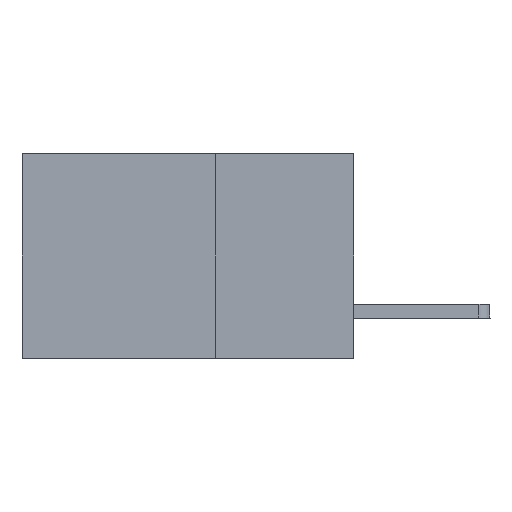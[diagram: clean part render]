
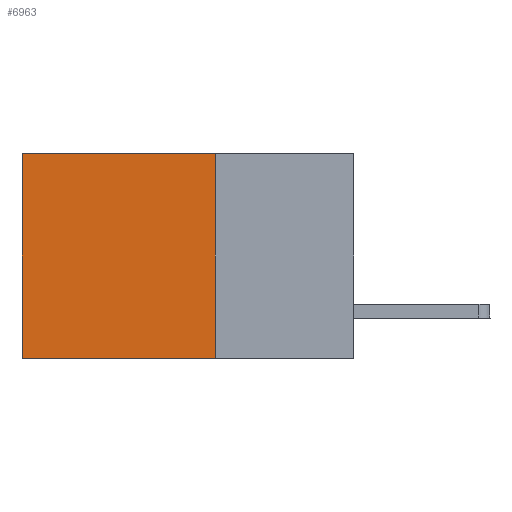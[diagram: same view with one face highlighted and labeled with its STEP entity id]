
A CAD part, left-side view. The second image highlights one B-rep face of the part: STEP entity #6963.
In plain terms, the highlighted planar face has unit normal (-1, 0, 0).
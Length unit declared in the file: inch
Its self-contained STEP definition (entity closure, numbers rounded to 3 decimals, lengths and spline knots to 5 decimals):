
#366 = VERTEX_POINT ( 'NONE', #6013 ) ;
#877 = AXIS2_PLACEMENT_3D ( 'NONE', #14611, #6734, #7878 ) ;
#954 = LINE ( 'NONE', #7624, #14207 ) ;
#1419 = CARTESIAN_POINT ( 'NONE',  ( 0.2875, 0.25, -0.37 ) ) ;
#1429 = EDGE_LOOP ( 'NONE', ( #12865, #1616, #12854, #6902 ) ) ;
#1616 = ORIENTED_EDGE ( 'NONE', *, *, #9717, .F. ) ;
#2789 = VERTEX_POINT ( 'NONE', #6864 ) ;
#2842 = DIRECTION ( 'NONE',  ( 0., 1., 0. ) ) ;
#3177 = VECTOR ( 'NONE', #2842, 39.37008 ) ;
#3780 = EDGE_CURVE ( 'NONE', #366, #2789, #6846, .T. ) ;
#5580 = CARTESIAN_POINT ( 'NONE',  ( 0.2875, 0.25, 0. ) ) ;
#5819 = CARTESIAN_POINT ( 'NONE',  ( 0.2875, 0.6, -0.37 ) ) ;
#6013 = CARTESIAN_POINT ( 'NONE',  ( 0.2875, 0.25, 0. ) ) ;
#6182 = VECTOR ( 'NONE', #8177, 39.37008 ) ;
#6506 = VERTEX_POINT ( 'NONE', #11557 ) ;
#6734 = DIRECTION ( 'NONE',  ( 1., 0., 0. ) ) ;
#6846 = LINE ( 'NONE', #5580, #8081 ) ;
#6864 = CARTESIAN_POINT ( 'NONE',  ( 0.2875, 0.25, -0.37 ) ) ;
#6902 = ORIENTED_EDGE ( 'NONE', *, *, #8404, .T. ) ;
#6963 = ADVANCED_FACE ( 'NONE', ( #8433 ), #12224, .F. ) ;
#7624 = CARTESIAN_POINT ( 'NONE',  ( 0.2875, 0.6, 0. ) ) ;
#7878 = DIRECTION ( 'NONE',  ( 0., 0., -1. ) ) ;
#8081 = VECTOR ( 'NONE', #14537, 39.37008 ) ;
#8177 = DIRECTION ( 'NONE',  ( 0., 1., 0. ) ) ;
#8404 = EDGE_CURVE ( 'NONE', #366, #6506, #10174, .T. ) ;
#8433 = FACE_OUTER_BOUND ( 'NONE', #1429, .T. ) ;
#9598 = VERTEX_POINT ( 'NONE', #5819 ) ;
#9717 = EDGE_CURVE ( 'NONE', #2789, #9598, #14067, .T. ) ;
#10174 = LINE ( 'NONE', #14124, #3177 ) ;
#11557 = CARTESIAN_POINT ( 'NONE',  ( 0.2875, 0.6, 0. ) ) ;
#12039 = EDGE_CURVE ( 'NONE', #6506, #9598, #954, .T. ) ;
#12224 = PLANE ( 'NONE',  #877 ) ;
#12854 = ORIENTED_EDGE ( 'NONE', *, *, #3780, .F. ) ;
#12865 = ORIENTED_EDGE ( 'NONE', *, *, #12039, .T. ) ;
#14067 = LINE ( 'NONE', #1419, #6182 ) ;
#14124 = CARTESIAN_POINT ( 'NONE',  ( 0.2875, 0.25, 0. ) ) ;
#14207 = VECTOR ( 'NONE', #14449, 39.37008 ) ;
#14449 = DIRECTION ( 'NONE',  ( 0., 0., -1. ) ) ;
#14537 = DIRECTION ( 'NONE',  ( 0., 0., -1. ) ) ;
#14611 = CARTESIAN_POINT ( 'NONE',  ( 0.2875, 0.25, 0. ) ) ;
